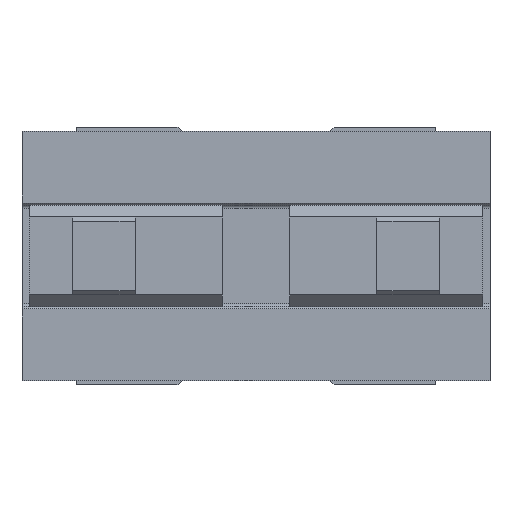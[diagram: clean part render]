
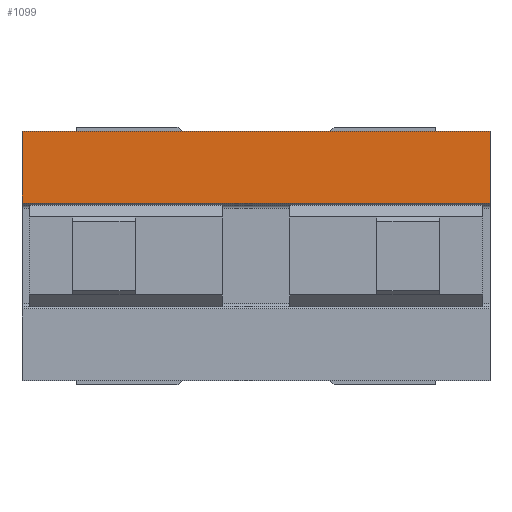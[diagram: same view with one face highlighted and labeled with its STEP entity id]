
A CAD part, left-side view. The second image highlights one B-rep face of the part: STEP entity #1099.
In plain terms, the highlighted planar face has unit normal (-1, 0, 0).
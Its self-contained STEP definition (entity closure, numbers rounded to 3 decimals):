
#300 = CARTESIAN_POINT ( 'NONE',  ( -43.5, 15., 3.391 ) ) ;
#738 = EDGE_CURVE ( 'NONE', #3368, #840, #4247, .T. ) ;
#840 = VERTEX_POINT ( 'NONE', #3106 ) ;
#964 = VECTOR ( 'NONE', #4932, 1000. ) ;
#1018 = CARTESIAN_POINT ( 'NONE',  ( -43.5, 15., -8. ) ) ;
#1095 = EDGE_CURVE ( 'NONE', #1159, #3368, #6576, .T. ) ;
#1099 = ADVANCED_FACE ( 'NONE', ( #6739 ), #5736, .F. ) ;
#1140 = LINE ( 'NONE', #1018, #964 ) ;
#1159 = VERTEX_POINT ( 'NONE', #5802 ) ;
#1563 = CARTESIAN_POINT ( 'NONE',  ( -43.5, -15., 8. ) ) ;
#1814 = CARTESIAN_POINT ( 'NONE',  ( -43.5, 0., 0. ) ) ;
#1886 = DIRECTION ( 'NONE',  ( 0., 0., -1. ) ) ;
#2380 = DIRECTION ( 'NONE',  ( 1., 0., 0. ) ) ;
#2762 = ORIENTED_EDGE ( 'NONE', *, *, #1095, .F. ) ;
#3106 = CARTESIAN_POINT ( 'NONE',  ( -43.5, -15., 3.391 ) ) ;
#3145 = VECTOR ( 'NONE', #4216, 1000. ) ;
#3215 = EDGE_CURVE ( 'NONE', #4988, #840, #6101, .T. ) ;
#3300 = EDGE_LOOP ( 'NONE', ( #3678, #5297, #2762, #3764 ) ) ;
#3368 = VERTEX_POINT ( 'NONE', #1563 ) ;
#3678 = ORIENTED_EDGE ( 'NONE', *, *, #3215, .T. ) ;
#3764 = ORIENTED_EDGE ( 'NONE', *, *, #6185, .F. ) ;
#4216 = DIRECTION ( 'NONE',  ( 0., -1., 0. ) ) ;
#4247 = LINE ( 'NONE', #4694, #5718 ) ;
#4321 = CARTESIAN_POINT ( 'NONE',  ( -43.5, 15., 8. ) ) ;
#4403 = AXIS2_PLACEMENT_3D ( 'NONE', #1814, #2380, #6286 ) ;
#4694 = CARTESIAN_POINT ( 'NONE',  ( -43.5, -15., 8. ) ) ;
#4932 = DIRECTION ( 'NONE',  ( 0., 0., 1. ) ) ;
#4988 = VERTEX_POINT ( 'NONE', #6465 ) ;
#5105 = VECTOR ( 'NONE', #5180, 1000. ) ;
#5180 = DIRECTION ( 'NONE',  ( 0., -1., 0. ) ) ;
#5297 = ORIENTED_EDGE ( 'NONE', *, *, #738, .F. ) ;
#5718 = VECTOR ( 'NONE', #1886, 1000. ) ;
#5736 = PLANE ( 'NONE',  #4403 ) ;
#5802 = CARTESIAN_POINT ( 'NONE',  ( -43.5, 15., 8. ) ) ;
#6101 = LINE ( 'NONE', #300, #3145 ) ;
#6185 = EDGE_CURVE ( 'NONE', #4988, #1159, #1140, .T. ) ;
#6286 = DIRECTION ( 'NONE',  ( 0., 0., -1. ) ) ;
#6465 = CARTESIAN_POINT ( 'NONE',  ( -43.5, 15., 3.391 ) ) ;
#6576 = LINE ( 'NONE', #4321, #5105 ) ;
#6739 = FACE_OUTER_BOUND ( 'NONE', #3300, .T. ) ;
